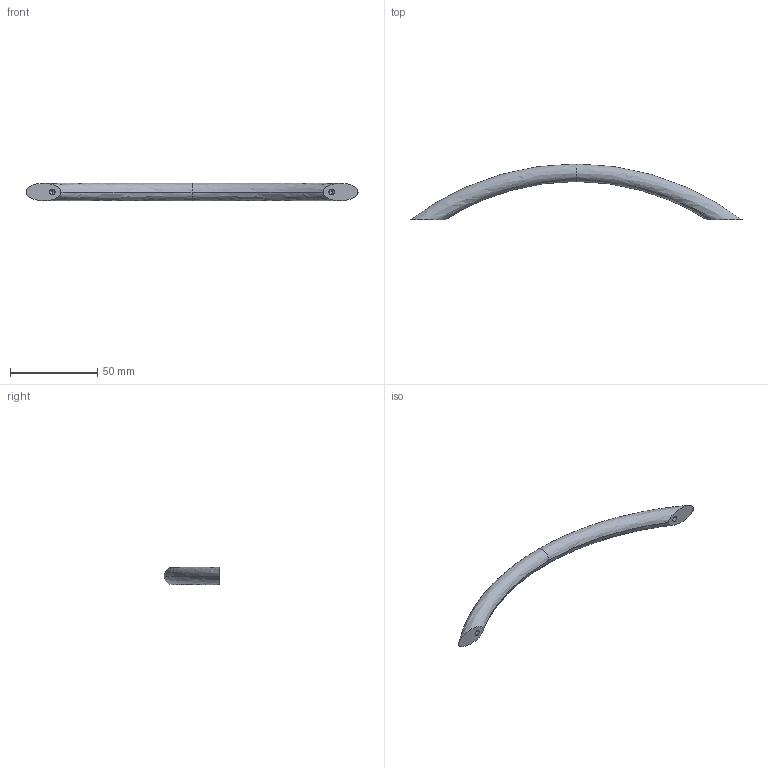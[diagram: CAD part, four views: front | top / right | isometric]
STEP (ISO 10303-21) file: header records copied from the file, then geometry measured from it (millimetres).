
FILE_DESCRIPTION (( 'STEP AP214' ), '1' );
FILE_NAME ('F002801,F002804,F002807,F002810,F002813,F002816,F002819_3D.step', '2022-08-15T13:33:09', ( '' ), ( '' ), 'SwSTEP 2.0', 'SolidWorks 2020', '' );
FILE_SCHEMA (( 'AUTOMOTIVE_DESIGN' ));
Length unit declared in the file: millimetre
Products named in the file (1): F002801,F002804,F002807,F002810,F002813,F002816,F002819_3D
Bounding box: 190 x 32 x 10 mm (x, y, z)
Volume: 14936.4 mm3; surface area: 6342.6 mm2
Topology: 1 solids, 1 shells, 14 faces, 30 edges, 16 vertices
Faces by surface type: cylinder 4, cone 4, bspline 4, plane 2
Entity records: 1218 total; most frequent: CARTESIAN_POINT 881, ORIENTED_EDGE 52, DIRECTION 50, EDGE_CURVE 26, AXIS2_PLACEMENT_3D 21, EDGE_LOOP 16, VERTEX_POINT 16, FACE_OUTER_BOUND 14
